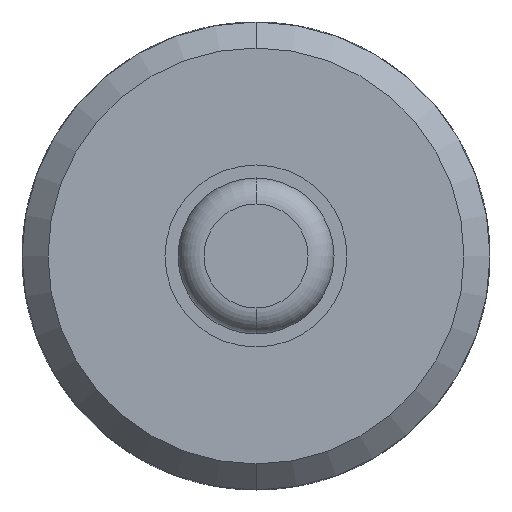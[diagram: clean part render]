
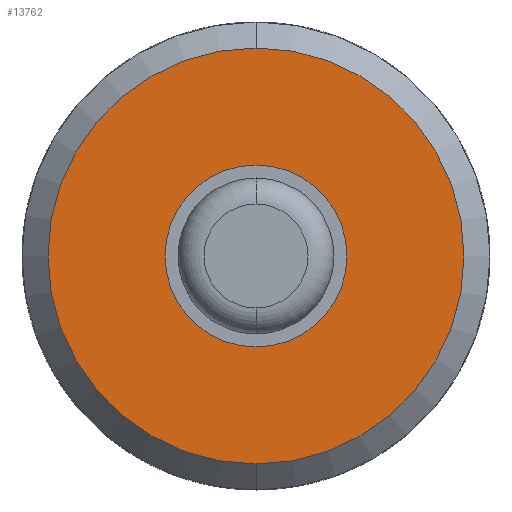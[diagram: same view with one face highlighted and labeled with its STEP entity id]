
A CAD part, front view. The second image highlights one B-rep face of the part: STEP entity #13762.
In plain terms, the highlighted planar face has unit normal (0, -1, 0).
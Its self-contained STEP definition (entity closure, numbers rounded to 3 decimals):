
#790 = AXIS2_PLACEMENT_3D ( 'NONE', #8387, #3089, #3035 ) ;
#1075 = VERTEX_POINT ( 'NONE', #4478 ) ;
#1119 = CARTESIAN_POINT ( 'NONE',  ( 0., 25.3, 0. ) ) ;
#1293 = EDGE_LOOP ( 'NONE', ( #10366, #4694 ) ) ;
#1331 = ORIENTED_EDGE ( 'NONE', *, *, #11542, .T. ) ;
#2106 = VERTEX_POINT ( 'NONE', #11700 ) ;
#2887 = FACE_OUTER_BOUND ( 'NONE', #4570, .T. ) ;
#3022 = DIRECTION ( 'NONE',  ( 0., -1., 0. ) ) ;
#3035 = DIRECTION ( 'NONE',  ( 0., 0., -1. ) ) ;
#3089 = DIRECTION ( 'NONE',  ( 0., -1., 0. ) ) ;
#3791 = AXIS2_PLACEMENT_3D ( 'NONE', #1119, #9761, #5349 ) ;
#4005 = CARTESIAN_POINT ( 'NONE',  ( 0., 25.3, -4. ) ) ;
#4076 = CARTESIAN_POINT ( 'NONE',  ( -4.5, 25.3, 0. ) ) ;
#4331 = ORIENTED_EDGE ( 'NONE', *, *, #10110, .T. ) ;
#4478 = CARTESIAN_POINT ( 'NONE',  ( 0., 25.3, 0.9 ) ) ;
#4570 = EDGE_LOOP ( 'NONE', ( #1331, #4331 ) ) ;
#4694 = ORIENTED_EDGE ( 'NONE', *, *, #8927, .T. ) ;
#4953 = DIRECTION ( 'NONE',  ( 0., 0., -1. ) ) ;
#5042 = FACE_BOUND ( 'NONE', #1293, .T. ) ;
#5201 = VERTEX_POINT ( 'NONE', #7069 ) ;
#5349 = DIRECTION ( 'NONE',  ( 0., 0., 1. ) ) ;
#7069 = CARTESIAN_POINT ( 'NONE',  ( 0., 25.3, 4. ) ) ;
#7285 = CIRCLE ( 'NONE', #12494, 4. ) ;
#7970 = DIRECTION ( 'NONE',  ( 0., 0., 1. ) ) ;
#8387 = CARTESIAN_POINT ( 'NONE',  ( 0., 25.3, 0. ) ) ;
#8726 = AXIS2_PLACEMENT_3D ( 'NONE', #4076, #12449, #4953 ) ;
#8927 = EDGE_CURVE ( 'Defeature ausgef�hrt1_215+Defeature ausgef�hrt1_216+Defeature ausgef�hrt1_216+Defeature ausgef�hrt1_216', #2106, #1075, #9299, .T. ) ;
#9299 = CIRCLE ( 'NONE', #12925, 0.9 ) ;
#9458 = CARTESIAN_POINT ( 'NONE',  ( 0., 25.3, 0. ) ) ;
#9761 = DIRECTION ( 'NONE',  ( 0., 1., 0. ) ) ;
#10012 = VERTEX_POINT ( 'NONE', #4005 ) ;
#10110 = EDGE_CURVE ( 'Defeature ausgef�hrt1_215+Defeature ausgef�hrt1_218+Defeature ausgef�hrt1_218+Defeature ausgef�hrt1_218', #10012, #5201, #10223, .T. ) ;
#10223 = CIRCLE ( 'NONE', #790, 4. ) ;
#10366 = ORIENTED_EDGE ( 'NONE', *, *, #12728, .T. ) ;
#10557 = DIRECTION ( 'NONE',  ( 0., 0., -1. ) ) ;
#11542 = EDGE_CURVE ( 'Defeature ausgef�hrt1_215+Defeature ausgef�hrt1_218+Defeature ausgef�hrt1_218+Defeature ausgef�hrt1_218', #5201, #10012, #7285, .T. ) ;
#11700 = CARTESIAN_POINT ( 'NONE',  ( 0., 25.3, -0.9 ) ) ;
#12273 = CARTESIAN_POINT ( 'NONE',  ( 0., 25.3, 0. ) ) ;
#12313 = DIRECTION ( 'NONE',  ( 0., 1., 0. ) ) ;
#12449 = DIRECTION ( 'NONE',  ( 0., -1., 0. ) ) ;
#12494 = AXIS2_PLACEMENT_3D ( 'NONE', #9458, #3022, #10557 ) ;
#12728 = EDGE_CURVE ( 'Defeature ausgef�hrt1_215+Defeature ausgef�hrt1_216+Defeature ausgef�hrt1_216+Defeature ausgef�hrt1_216', #1075, #2106, #13664, .T. ) ;
#12925 = AXIS2_PLACEMENT_3D ( 'NONE', #12273, #12313, #7970 ) ;
#13664 = CIRCLE ( 'NONE', #3791, 0.9 ) ;
#13672 = PLANE ( 'NONE',  #8726 ) ;
#13762 = ADVANCED_FACE ( 'Defeature ausgef�hrt1_215', ( #2887, #5042 ), #13672, .T. ) ;
